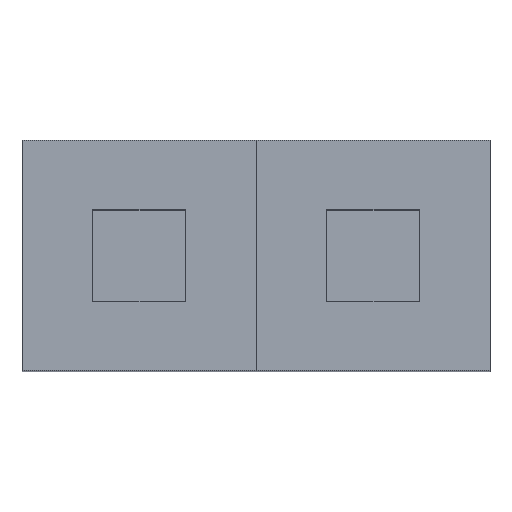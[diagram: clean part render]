
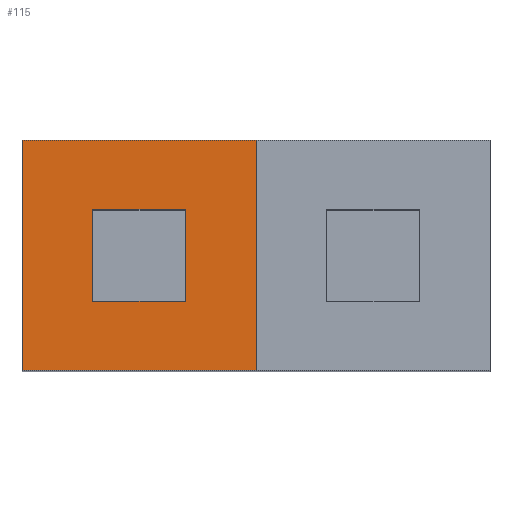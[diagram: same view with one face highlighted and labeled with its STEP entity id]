
A CAD part, top view. The second image highlights one B-rep face of the part: STEP entity #115.
In plain terms, the highlighted planar face has unit normal (0, 0, 1).
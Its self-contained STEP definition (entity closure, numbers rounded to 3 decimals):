
#115=ADVANCED_FACE('',(#196,#197),#198,.T.);
#196=FACE_OUTER_BOUND('',#262,.T.);
#197=FACE_BOUND('',#263,.T.);
#198=PLANE('',#264);
#262=EDGE_LOOP('',(#331,#332,#333,#334));
#263=EDGE_LOOP('',(#335,#336,#337,#338));
#264=AXIS2_PLACEMENT_3D('',#339,#340,#341);
#331=ORIENTED_EDGE('',*,*,#460,.T.);
#332=ORIENTED_EDGE('',*,*,#461,.T.);
#333=ORIENTED_EDGE('',*,*,#457,.T.);
#334=ORIENTED_EDGE('',*,*,#450,.T.);
#335=ORIENTED_EDGE('',*,*,#462,.T.);
#336=ORIENTED_EDGE('',*,*,#463,.T.);
#337=ORIENTED_EDGE('',*,*,#464,.T.);
#338=ORIENTED_EDGE('',*,*,#465,.T.);
#339=CARTESIAN_POINT('',(22.48,-19.424,8.5));
#340=DIRECTION('',(0.0,0.0,1.0));
#341=DIRECTION('',(1.0,0.0,0.0));
#450=EDGE_CURVE('',#506,#504,#507,.T.);
#457=EDGE_CURVE('',#516,#506,#517,.T.);
#460=EDGE_CURVE('',#504,#520,#521,.T.);
#461=EDGE_CURVE('',#520,#516,#522,.T.);
#462=EDGE_CURVE('',#523,#524,#525,.T.);
#463=EDGE_CURVE('',#524,#526,#527,.T.);
#464=EDGE_CURVE('',#526,#528,#529,.T.);
#465=EDGE_CURVE('',#528,#523,#530,.T.);
#504=VERTEX_POINT('',#582);
#506=VERTEX_POINT('',#585);
#507=LINE('',#586,#587);
#516=VERTEX_POINT('',#600);
#517=LINE('',#601,#602);
#520=VERTEX_POINT('',#606);
#521=LINE('',#607,#608);
#522=LINE('',#609,#610);
#523=VERTEX_POINT('',#611);
#524=VERTEX_POINT('',#612);
#525=LINE('',#613,#614);
#526=VERTEX_POINT('',#615);
#527=LINE('',#616,#617);
#528=VERTEX_POINT('',#618);
#529=LINE('',#619,#620);
#530=LINE('',#621,#622);
#582=CARTESIAN_POINT('',(22.48,-16.924,8.5));
#585=CARTESIAN_POINT('',(25.02,-16.924,8.5));
#586=CARTESIAN_POINT('',(25.02,-16.924,8.5));
#587=VECTOR('',#692,1.0);
#600=CARTESIAN_POINT('',(25.02,-19.424,8.5));
#601=CARTESIAN_POINT('',(25.02,-19.424,8.5));
#602=VECTOR('',#697,1.0);
#606=CARTESIAN_POINT('',(22.48,-19.424,8.5));
#607=CARTESIAN_POINT('',(22.48,-16.924,8.5));
#608=VECTOR('',#699,1.0);
#609=CARTESIAN_POINT('',(22.48,-19.424,8.5));
#610=VECTOR('',#700,1.0);
#611=CARTESIAN_POINT('',(24.25,-18.674,8.5));
#612=CARTESIAN_POINT('',(23.25,-18.674,8.5));
#613=CARTESIAN_POINT('',(24.25,-18.674,8.5));
#614=VECTOR('',#701,1.0);
#615=CARTESIAN_POINT('',(23.25,-17.674,8.5));
#616=CARTESIAN_POINT('',(23.25,-18.674,8.5));
#617=VECTOR('',#702,1.0);
#618=CARTESIAN_POINT('',(24.25,-17.674,8.5));
#619=CARTESIAN_POINT('',(23.25,-17.674,8.5));
#620=VECTOR('',#703,1.0);
#621=CARTESIAN_POINT('',(24.25,-17.674,8.5));
#622=VECTOR('',#704,1.0);
#692=DIRECTION('',(-1.0,0.0,0.0));
#697=DIRECTION('',(0.0,1.0,0.0));
#699=DIRECTION('',(0.0,-1.0,0.0));
#700=DIRECTION('',(1.0,0.0,0.0));
#701=DIRECTION('',(-1.0,0.0,0.0));
#702=DIRECTION('',(0.0,1.0,0.0));
#703=DIRECTION('',(1.0,0.0,0.0));
#704=DIRECTION('',(0.0,-1.0,0.0));
